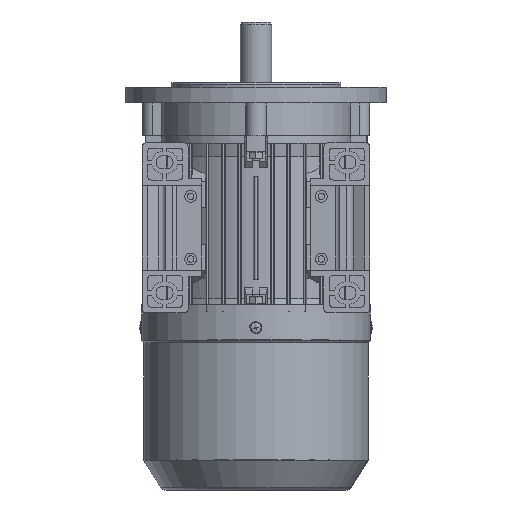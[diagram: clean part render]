
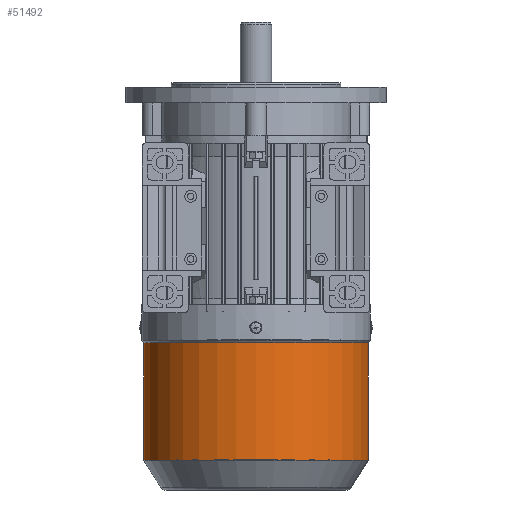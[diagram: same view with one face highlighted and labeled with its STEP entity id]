
A CAD part, front view. The second image highlights one B-rep face of the part: STEP entity #51492.
In plain terms, the highlighted cylindrical face has radius 86 mm (diameter 172 mm), a partial arc.
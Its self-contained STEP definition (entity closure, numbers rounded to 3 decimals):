
#20309 = EDGE_CURVE ( 'NONE', #70908, #53416, #62087, .T. ) ;
#38307 = DIRECTION ( 'NONE',  ( 0., 0., -1. ) ) ;
#38308 = DIRECTION ( 'NONE',  ( 1., 0., 0. ) ) ;
#38309 = CARTESIAN_POINT ( 'NONE',  ( 0., 0., 0. ) ) ;
#38310 = AXIS2_PLACEMENT_3D ( 'NONE', #38309, #38308, #38307 ) ;
#38311 = CYLINDRICAL_SURFACE ( 'NONE', #38310, 86. ) ;
#38312 = FACE_OUTER_BOUND ( 'NONE', #76585, .T. ) ;
#38334 = CARTESIAN_POINT ( 'NONE',  ( -19.712, 0., -86. ) ) ;
#38345 = DIRECTION ( 'NONE',  ( 0., 0., -1. ) ) ;
#38346 = DIRECTION ( 'NONE',  ( 1., 0., 0. ) ) ;
#38347 = CARTESIAN_POINT ( 'NONE',  ( -19.712, 0., 0. ) ) ;
#38348 = AXIS2_PLACEMENT_3D ( 'NONE', #38347, #38346, #38345 ) ;
#38349 = CIRCLE ( 'NONE', #38348, 86. ) ;
#38351 = CARTESIAN_POINT ( 'NONE',  ( -19.712, 0., 86. ) ) ;
#43708 = CARTESIAN_POINT ( 'NONE',  ( -109.667, 0., 86. ) ) ;
#43769 = DIRECTION ( 'NONE',  ( 0., 0., -1. ) ) ;
#43772 = DIRECTION ( 'NONE',  ( 1., 0., 0. ) ) ;
#43773 = CARTESIAN_POINT ( 'NONE',  ( -109.667, 0., 0. ) ) ;
#43775 = AXIS2_PLACEMENT_3D ( 'NONE', #43773, #43772, #43769 ) ;
#43776 = CIRCLE ( 'NONE', #43775, 86. ) ;
#43779 = CARTESIAN_POINT ( 'NONE',  ( -109.667, 0., -86. ) ) ;
#46587 = ORIENTED_EDGE ( 'NONE', *, *, #70909, .T. ) ;
#47342 = ORIENTED_EDGE ( 'NONE', *, *, #20309, .F. ) ;
#51492 = ADVANCED_FACE ( 'NONE', ( #38312 ), #38311, .T. ) ;
#52921 = VERTEX_POINT ( 'NONE', #38351 ) ;
#53256 = EDGE_CURVE ( 'NONE', #53416, #52921, #38349, .T. ) ;
#53259 = ORIENTED_EDGE ( 'NONE', *, *, #53256, .F. ) ;
#53416 = VERTEX_POINT ( 'NONE', #38334 ) ;
#53467 = DIRECTION ( 'NONE',  ( 1., 0., 0. ) ) ;
#53468 = VECTOR ( 'NONE', #53467, 1000. ) ;
#53469 = CARTESIAN_POINT ( 'NONE',  ( 0., 0., 86. ) ) ;
#53470 = LINE ( 'NONE', #53469, #53468 ) ;
#62084 = DIRECTION ( 'NONE',  ( 1., 0., 0. ) ) ;
#62085 = VECTOR ( 'NONE', #62084, 1000. ) ;
#62086 = CARTESIAN_POINT ( 'NONE',  ( 0., 0., -86. ) ) ;
#62087 = LINE ( 'NONE', #62086, #62085 ) ;
#70894 = VERTEX_POINT ( 'NONE', #43708 ) ;
#70908 = VERTEX_POINT ( 'NONE', #43779 ) ;
#70909 = EDGE_CURVE ( 'NONE', #70908, #70894, #43776, .T. ) ;
#75256 = EDGE_CURVE ( 'NONE', #70894, #52921, #53470, .T. ) ;
#75929 = ORIENTED_EDGE ( 'NONE', *, *, #75256, .T. ) ;
#76585 = EDGE_LOOP ( 'NONE', ( #46587, #75929, #53259, #47342 ) ) ;
